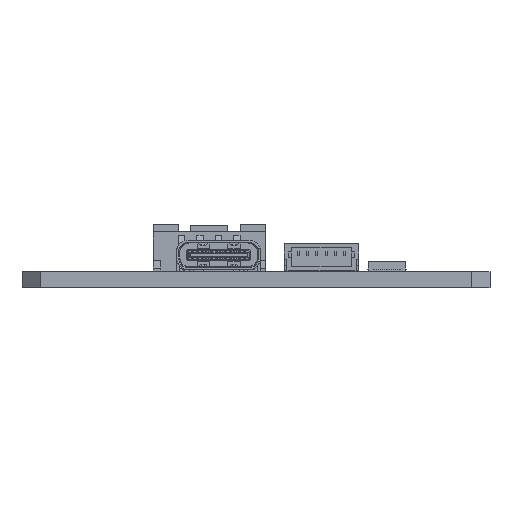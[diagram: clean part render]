
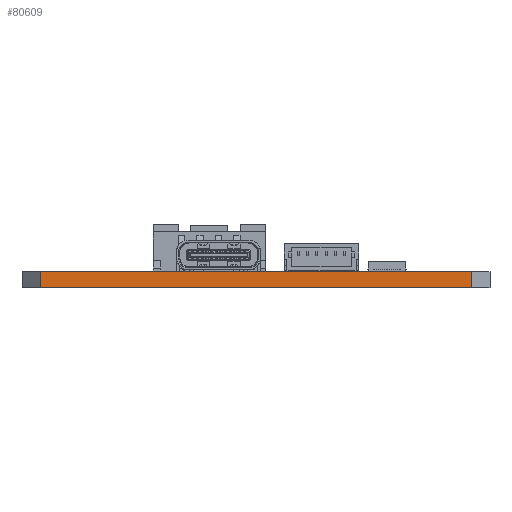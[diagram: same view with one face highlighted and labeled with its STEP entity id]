
A CAD part, front view. The second image highlights one B-rep face of the part: STEP entity #80609.
In plain terms, the highlighted planar face has unit normal (0, -1, 0).
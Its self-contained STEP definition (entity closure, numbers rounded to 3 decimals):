
#76273 = PLANE('',#76274);
#76274 = AXIS2_PLACEMENT_3D('',#76275,#76276,#76277);
#76275 = CARTESIAN_POINT('',(0.,0.,1.72));
#76276 = DIRECTION('',(0.,0.,1.));
#76277 = DIRECTION('',(1.,0.,-0.));
#76327 = PLANE('',#76328);
#76328 = AXIS2_PLACEMENT_3D('',#76329,#76330,#76331);
#76329 = CARTESIAN_POINT('',(0.,0.,0.));
#76330 = DIRECTION('',(0.,0.,1.));
#76331 = DIRECTION('',(1.,0.,-0.));
#76360 = PLANE('',#76361);
#76361 = AXIS2_PLACEMENT_3D('',#76362,#76363,#76364);
#76362 = CARTESIAN_POINT('',(23.,-25.,0.));
#76363 = DIRECTION('',(-0.707,0.707,0.));
#76364 = DIRECTION('',(0.707,0.707,0.));
#76548 = VERTEX_POINT('',#76549);
#76549 = CARTESIAN_POINT('',(-23.,-25.,0.));
#76563 = PLANE('',#76564);
#76564 = AXIS2_PLACEMENT_3D('',#76565,#76566,#76567);
#76565 = CARTESIAN_POINT('',(-25.,-23.,0.));
#76566 = DIRECTION('',(0.707,0.707,-0.));
#76567 = DIRECTION('',(0.707,-0.707,0.));
#76575 = EDGE_CURVE('',#76548,#76576,#76578,.T.);
#76576 = VERTEX_POINT('',#76577);
#76577 = CARTESIAN_POINT('',(23.,-25.,0.));
#76578 = SURFACE_CURVE('',#76579,(#76583,#76590),.PCURVE_S1.);
#76579 = LINE('',#76580,#76581);
#76580 = CARTESIAN_POINT('',(-23.,-25.,0.));
#76581 = VECTOR('',#76582,1.);
#76582 = DIRECTION('',(1.,0.,0.));
#76583 = PCURVE('',#76327,#76584);
#76584 = DEFINITIONAL_REPRESENTATION('',(#76585),#76589);
#76585 = LINE('',#76586,#76587);
#76586 = CARTESIAN_POINT('',(-23.,-25.));
#76587 = VECTOR('',#76588,1.);
#76588 = DIRECTION('',(1.,0.));
#76589 = ( GEOMETRIC_REPRESENTATION_CONTEXT(2) 
PARAMETRIC_REPRESENTATION_CONTEXT() REPRESENTATION_CONTEXT('2D SPACE',''
  ) );
#76590 = PCURVE('',#76591,#76596);
#76591 = PLANE('',#76592);
#76592 = AXIS2_PLACEMENT_3D('',#76593,#76594,#76595);
#76593 = CARTESIAN_POINT('',(-23.,-25.,0.));
#76594 = DIRECTION('',(0.,1.,0.));
#76595 = DIRECTION('',(1.,0.,0.));
#76596 = DEFINITIONAL_REPRESENTATION('',(#76597),#76601);
#76597 = LINE('',#76598,#76599);
#76598 = CARTESIAN_POINT('',(0.,0.));
#76599 = VECTOR('',#76600,1.);
#76600 = DIRECTION('',(1.,0.));
#76601 = ( GEOMETRIC_REPRESENTATION_CONTEXT(2) 
PARAMETRIC_REPRESENTATION_CONTEXT() REPRESENTATION_CONTEXT('2D SPACE',''
  ) );
#78753 = VERTEX_POINT('',#78754);
#78754 = CARTESIAN_POINT('',(-23.,-25.,1.72));
#78775 = EDGE_CURVE('',#78753,#78776,#78778,.T.);
#78776 = VERTEX_POINT('',#78777);
#78777 = CARTESIAN_POINT('',(23.,-25.,1.72));
#78778 = SURFACE_CURVE('',#78779,(#78783,#78790),.PCURVE_S1.);
#78779 = LINE('',#78780,#78781);
#78780 = CARTESIAN_POINT('',(-23.,-25.,1.72));
#78781 = VECTOR('',#78782,1.);
#78782 = DIRECTION('',(1.,0.,0.));
#78783 = PCURVE('',#76273,#78784);
#78784 = DEFINITIONAL_REPRESENTATION('',(#78785),#78789);
#78785 = LINE('',#78786,#78787);
#78786 = CARTESIAN_POINT('',(-23.,-25.));
#78787 = VECTOR('',#78788,1.);
#78788 = DIRECTION('',(1.,0.));
#78789 = ( GEOMETRIC_REPRESENTATION_CONTEXT(2) 
PARAMETRIC_REPRESENTATION_CONTEXT() REPRESENTATION_CONTEXT('2D SPACE',''
  ) );
#78790 = PCURVE('',#76591,#78791);
#78791 = DEFINITIONAL_REPRESENTATION('',(#78792),#78796);
#78792 = LINE('',#78793,#78794);
#78793 = CARTESIAN_POINT('',(0.,-1.72));
#78794 = VECTOR('',#78795,1.);
#78795 = DIRECTION('',(1.,0.));
#78796 = ( GEOMETRIC_REPRESENTATION_CONTEXT(2) 
PARAMETRIC_REPRESENTATION_CONTEXT() REPRESENTATION_CONTEXT('2D SPACE',''
  ) );
#80559 = EDGE_CURVE('',#76576,#78776,#80560,.T.);
#80560 = SURFACE_CURVE('',#80561,(#80565,#80572),.PCURVE_S1.);
#80561 = LINE('',#80562,#80563);
#80562 = CARTESIAN_POINT('',(23.,-25.,0.));
#80563 = VECTOR('',#80564,1.);
#80564 = DIRECTION('',(0.,0.,1.));
#80565 = PCURVE('',#76360,#80566);
#80566 = DEFINITIONAL_REPRESENTATION('',(#80567),#80571);
#80567 = LINE('',#80568,#80569);
#80568 = CARTESIAN_POINT('',(0.,0.));
#80569 = VECTOR('',#80570,1.);
#80570 = DIRECTION('',(0.,-1.));
#80571 = ( GEOMETRIC_REPRESENTATION_CONTEXT(2) 
PARAMETRIC_REPRESENTATION_CONTEXT() REPRESENTATION_CONTEXT('2D SPACE',''
  ) );
#80572 = PCURVE('',#76591,#80573);
#80573 = DEFINITIONAL_REPRESENTATION('',(#80574),#80578);
#80574 = LINE('',#80575,#80576);
#80575 = CARTESIAN_POINT('',(46.,0.));
#80576 = VECTOR('',#80577,1.);
#80577 = DIRECTION('',(0.,-1.));
#80578 = ( GEOMETRIC_REPRESENTATION_CONTEXT(2) 
PARAMETRIC_REPRESENTATION_CONTEXT() REPRESENTATION_CONTEXT('2D SPACE',''
  ) );
#80609 = ADVANCED_FACE('',(#80610),#76591,.F.);
#80610 = FACE_BOUND('',#80611,.F.);
#80611 = EDGE_LOOP('',(#80612,#80633,#80634,#80635));
#80612 = ORIENTED_EDGE('',*,*,#80613,.T.);
#80613 = EDGE_CURVE('',#76548,#78753,#80614,.T.);
#80614 = SURFACE_CURVE('',#80615,(#80619,#80626),.PCURVE_S1.);
#80615 = LINE('',#80616,#80617);
#80616 = CARTESIAN_POINT('',(-23.,-25.,0.));
#80617 = VECTOR('',#80618,1.);
#80618 = DIRECTION('',(0.,0.,1.));
#80619 = PCURVE('',#76591,#80620);
#80620 = DEFINITIONAL_REPRESENTATION('',(#80621),#80625);
#80621 = LINE('',#80622,#80623);
#80622 = CARTESIAN_POINT('',(0.,0.));
#80623 = VECTOR('',#80624,1.);
#80624 = DIRECTION('',(0.,-1.));
#80625 = ( GEOMETRIC_REPRESENTATION_CONTEXT(2) 
PARAMETRIC_REPRESENTATION_CONTEXT() REPRESENTATION_CONTEXT('2D SPACE',''
  ) );
#80626 = PCURVE('',#76563,#80627);
#80627 = DEFINITIONAL_REPRESENTATION('',(#80628),#80632);
#80628 = LINE('',#80629,#80630);
#80629 = CARTESIAN_POINT('',(2.828,0.));
#80630 = VECTOR('',#80631,1.);
#80631 = DIRECTION('',(0.,-1.));
#80632 = ( GEOMETRIC_REPRESENTATION_CONTEXT(2) 
PARAMETRIC_REPRESENTATION_CONTEXT() REPRESENTATION_CONTEXT('2D SPACE',''
  ) );
#80633 = ORIENTED_EDGE('',*,*,#78775,.T.);
#80634 = ORIENTED_EDGE('',*,*,#80559,.F.);
#80635 = ORIENTED_EDGE('',*,*,#76575,.F.);
